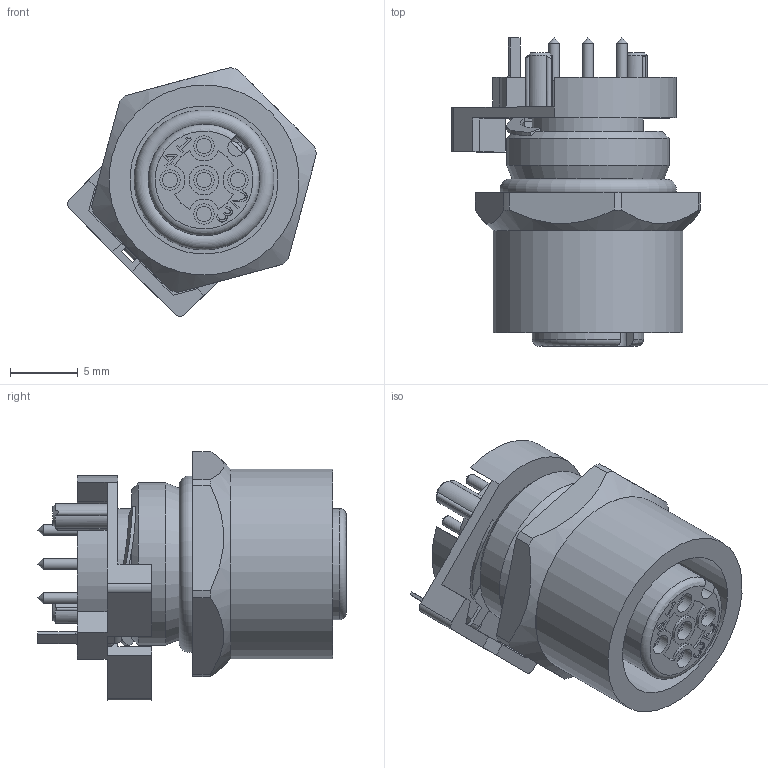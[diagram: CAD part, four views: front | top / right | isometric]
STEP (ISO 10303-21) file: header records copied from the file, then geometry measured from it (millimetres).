
FILE_DESCRIPTION((''),'2;1');
FILE_NAME('43K1A501 5pol.stp','2011-06-16T13:31:21',('ulrikefromm'),(''),'Autodesk Inventor 2011','Autodesk Inventor 2011','');
FILE_SCHEMA(('AUTOMOTIVE_DESIGN { 1 0 10303 214 1 1 1 1 }'));
Length unit declared in the file: millimetre
Products named in the file (1): Bauteil2
Bounding box: 18.32 x 22.7 x 18.32 mm (x, y, z)
Surface area: 2346.6 mm2 (no closed solid volume)
Topology: 0 solids, 1 shells, 266 faces, 720 edges, 472 vertices
Faces by surface type: plane 140, cylinder 71, bspline 35, cone 14, torus 6
Full cylindrical faces by diameter (mm): 0.8 x5, 1.1 x5, 1.5 x5, 2.2 x1, 8.006 x1, 8.2 x1, 10.92 x1, 12 x1, 14 x1
Entity records: 8672 total; most frequent: CARTESIAN_POINT 2154, ORIENTED_EDGE 1316, DIRECTION 1168, EDGE_CURVE 658, VERTEX_POINT 450, VECTOR 404, LINE 404, AXIS2_PLACEMENT_3D 382
